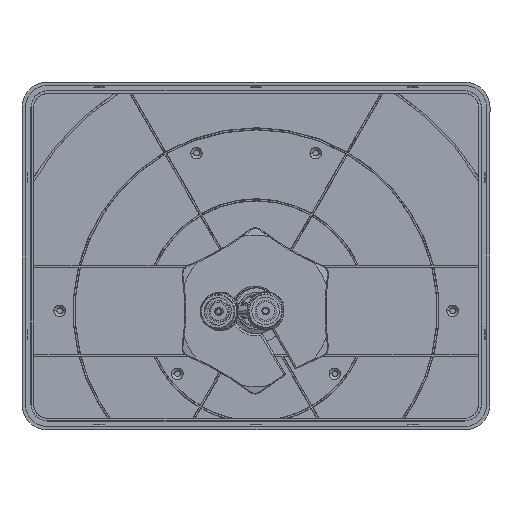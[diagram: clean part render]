
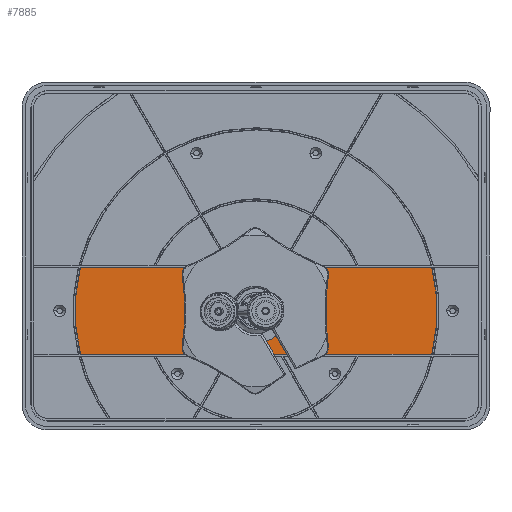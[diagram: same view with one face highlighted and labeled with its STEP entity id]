
A CAD part, front view. The second image highlights one B-rep face of the part: STEP entity #7885.
In plain terms, the highlighted face is planar.
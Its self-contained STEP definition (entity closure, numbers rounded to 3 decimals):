
#154 = DIRECTION ( 'NONE',  ( 0., -1., 0. ) ) ;
#834 = ORIENTED_EDGE ( 'NONE', *, *, #6796, .T. ) ;
#2202 = VERTEX_POINT ( 'NONE', #6018 ) ;
#2259 = CARTESIAN_POINT ( 'NONE',  ( 0.072, -0.072, -2.15 ) ) ;
#2570 = CARTESIAN_POINT ( 'NONE',  ( 23.853, -0.072, -2.15 ) ) ;
#3199 = CIRCLE ( 'NONE', #22209, 98.8 ) ;
#3493 = CIRCLE ( 'NONE', #21887, 17.5 ) ;
#4737 = ORIENTED_EDGE ( 'NONE', *, *, #23108, .F. ) ;
#5324 = CARTESIAN_POINT ( 'NONE',  ( -23.747, 95.814, -2.15 ) ) ;
#5646 = CIRCLE ( 'NONE', #28329, 98.8 ) ;
#6018 = CARTESIAN_POINT ( 'NONE',  ( 0.072, 17.428, -2.15 ) ) ;
#6796 = EDGE_CURVE ( 'NONE', #16971, #20590, #13515, .T. ) ;
#7298 = CARTESIAN_POINT ( 'NONE',  ( 0.072, -0.072, -2.15 ) ) ;
#7828 = DIRECTION ( 'NONE',  ( -0.241, -0.971, 0. ) ) ;
#7885 = ADVANCED_FACE ( 'NONE', ( #22987, #26400 ), #23347, .T. ) ;
#8384 = CARTESIAN_POINT ( 'NONE',  ( 0.072, -0.072, -2.15 ) ) ;
#9668 = CARTESIAN_POINT ( 'NONE',  ( -23.747, -95.959, -2.15 ) ) ;
#11622 = DIRECTION ( 'NONE',  ( 0., 0., 1. ) ) ;
#12440 = CIRCLE ( 'NONE', #36350, 17.5 ) ;
#13029 = DIRECTION ( 'NONE',  ( 0., -1., 0. ) ) ;
#13292 = EDGE_LOOP ( 'NONE', ( #4737, #31688 ) ) ;
#13515 = LINE ( 'NONE', #2570, #16890 ) ;
#14077 = AXIS2_PLACEMENT_3D ( 'NONE', #2259, #11622, #29271 ) ;
#14730 = LINE ( 'NONE', #32013, #34458 ) ;
#15705 = CARTESIAN_POINT ( 'NONE',  ( 0.072, -0.072, -2.15 ) ) ;
#16137 = DIRECTION ( 'NONE',  ( 0., 0., 1. ) ) ;
#16890 = VECTOR ( 'NONE', #33856, 1000. ) ;
#16971 = VERTEX_POINT ( 'NONE', #17173 ) ;
#17173 = CARTESIAN_POINT ( 'NONE',  ( 23.853, -95.968, -2.15 ) ) ;
#17601 = EDGE_CURVE ( 'NONE', #21173, #16971, #5646, .T. ) ;
#20089 = DIRECTION ( 'NONE',  ( 0., 0., 1. ) ) ;
#20280 = CARTESIAN_POINT ( 'NONE',  ( 23.853, 95.823, -2.15 ) ) ;
#20590 = VERTEX_POINT ( 'NONE', #20280 ) ;
#21173 = VERTEX_POINT ( 'NONE', #9668 ) ;
#21887 = AXIS2_PLACEMENT_3D ( 'NONE', #7298, #16137, #33781 ) ;
#22209 = AXIS2_PLACEMENT_3D ( 'NONE', #15705, #27407, #13029 ) ;
#22987 = FACE_OUTER_BOUND ( 'NONE', #33517, .T. ) ;
#23108 = EDGE_CURVE ( 'NONE', #2202, #26725, #3493, .T. ) ;
#23347 = PLANE ( 'NONE',  #14077 ) ;
#23541 = EDGE_CURVE ( 'NONE', #20590, #34812, #3199, .T. ) ;
#24093 = ORIENTED_EDGE ( 'NONE', *, *, #23541, .T. ) ;
#26237 = EDGE_CURVE ( 'NONE', #34812, #21173, #14730, .T. ) ;
#26400 = FACE_BOUND ( 'NONE', #13292, .T. ) ;
#26647 = EDGE_CURVE ( 'NONE', #26725, #2202, #12440, .T. ) ;
#26725 = VERTEX_POINT ( 'NONE', #32529 ) ;
#27407 = DIRECTION ( 'NONE',  ( 0., 0., 1. ) ) ;
#27754 = ORIENTED_EDGE ( 'NONE', *, *, #17601, .T. ) ;
#28329 = AXIS2_PLACEMENT_3D ( 'NONE', #31428, #34118, #7828 ) ;
#28896 = DIRECTION ( 'NONE',  ( 0., -1., 0. ) ) ;
#29271 = DIRECTION ( 'NONE',  ( 1., 0., 0. ) ) ;
#31428 = CARTESIAN_POINT ( 'NONE',  ( 0.072, -0.073, -2.15 ) ) ;
#31688 = ORIENTED_EDGE ( 'NONE', *, *, #26647, .F. ) ;
#32013 = CARTESIAN_POINT ( 'NONE',  ( -23.747, -0.072, -2.15 ) ) ;
#32529 = CARTESIAN_POINT ( 'NONE',  ( 0.072, -17.572, -2.15 ) ) ;
#33517 = EDGE_LOOP ( 'NONE', ( #834, #24093, #37547, #27754 ) ) ;
#33781 = DIRECTION ( 'NONE',  ( 0., -1., 0. ) ) ;
#33856 = DIRECTION ( 'NONE',  ( 0., 1., 0. ) ) ;
#34118 = DIRECTION ( 'NONE',  ( 0., 0., 1. ) ) ;
#34458 = VECTOR ( 'NONE', #154, 1000. ) ;
#34812 = VERTEX_POINT ( 'NONE', #5324 ) ;
#36350 = AXIS2_PLACEMENT_3D ( 'NONE', #8384, #20089, #28896 ) ;
#37547 = ORIENTED_EDGE ( 'NONE', *, *, #26237, .T. ) ;
